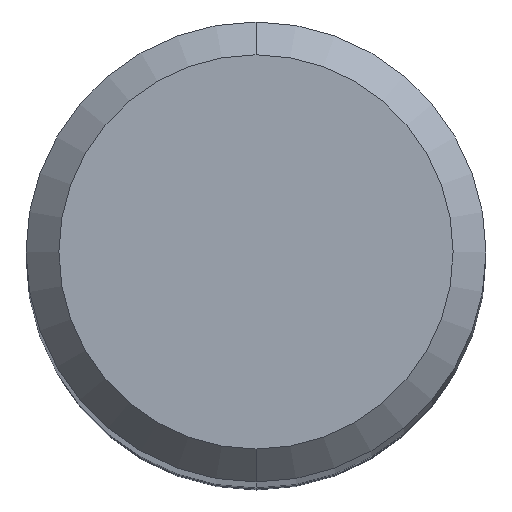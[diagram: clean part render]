
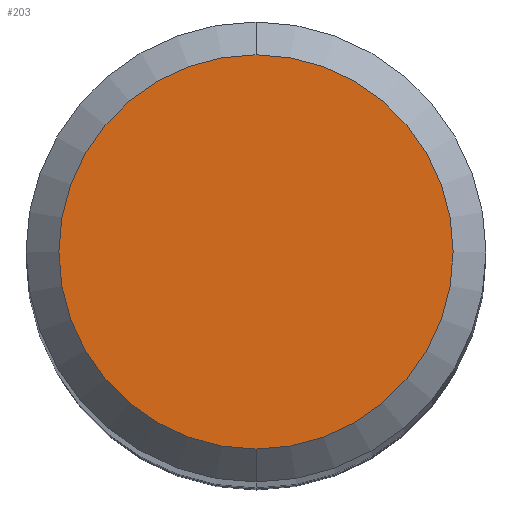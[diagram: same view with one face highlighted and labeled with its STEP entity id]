
A CAD part, top view. The second image highlights one B-rep face of the part: STEP entity #203.
In plain terms, the highlighted planar face has unit normal (0, 0, 1).
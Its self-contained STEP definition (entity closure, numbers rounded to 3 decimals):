
#171=VERTEX_POINT('',#404);
#195=EDGE_CURVE('',#205,#171,#428,.T.);
#203=ADVANCED_FACE('',(#437),#438,.T.);
#205=VERTEX_POINT('',#440);
#315=EDGE_CURVE('',#171,#205,#568,.T.);
#404=CARTESIAN_POINT('',(0.0,1.8,0.0));
#428=CIRCLE('',#698,1.8);
#437=FACE_OUTER_BOUND('',#709,.T.);
#438=PLANE('',#710);
#440=CARTESIAN_POINT('',(0.,-1.8,0.0));
#568=CIRCLE('',#883,1.8);
#698=AXIS2_PLACEMENT_3D('',#975,#976,#977);
#709=EDGE_LOOP('',(#993,#994));
#710=AXIS2_PLACEMENT_3D('',#995,#996,#997);
#883=AXIS2_PLACEMENT_3D('',#1180,#1181,#1182);
#975=CARTESIAN_POINT('',(0.0,0.0,0.0));
#976=DIRECTION('',(0.0,0.0,-1.0));
#977=DIRECTION('',(0.0,1.0,0.0));
#993=ORIENTED_EDGE('',*,*,#315,.F.);
#994=ORIENTED_EDGE('',*,*,#195,.F.);
#995=CARTESIAN_POINT('',(0.0,0.9,0.0));
#996=DIRECTION('',(-0.0,0.0,1.0));
#997=DIRECTION('',(0.0,-1.0,0.0));
#1180=CARTESIAN_POINT('',(0.0,0.0,0.0));
#1181=DIRECTION('',(0.0,0.0,-1.0));
#1182=DIRECTION('',(0.0,1.0,0.0));
